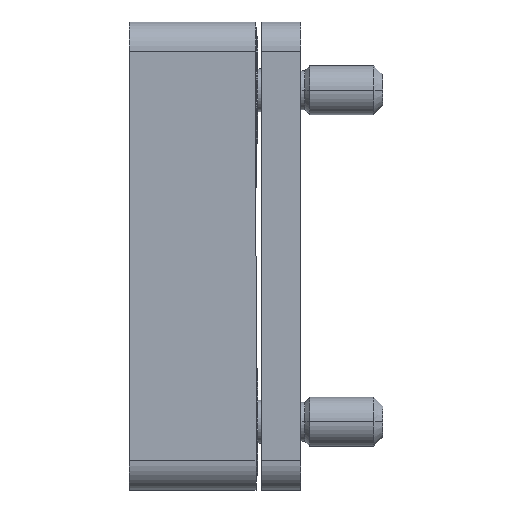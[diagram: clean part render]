
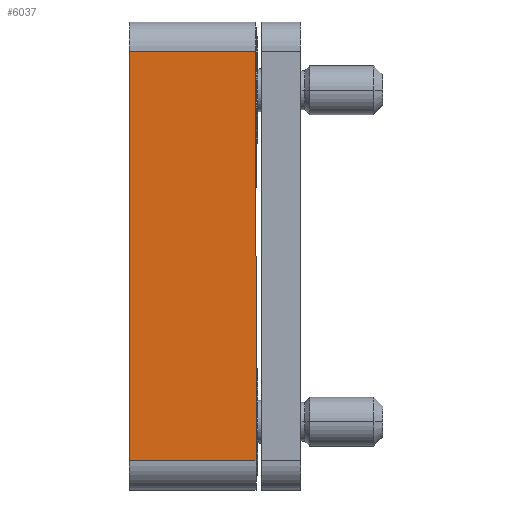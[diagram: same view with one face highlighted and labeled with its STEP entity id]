
A CAD part, left-side view. The second image highlights one B-rep face of the part: STEP entity #6037.
In plain terms, the highlighted planar face has unit normal (-1, 0, 0).
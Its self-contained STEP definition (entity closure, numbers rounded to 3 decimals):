
#176 = CARTESIAN_POINT ( 'NONE',  ( -4., 6.5, -10.5 ) ) ;
#255 = LINE ( 'NONE', #1503, #5522 ) ;
#487 = DIRECTION ( 'NONE',  ( 0., -1., 0. ) ) ;
#819 = DIRECTION ( 'NONE',  ( 0., 0., 1. ) ) ;
#1277 = CARTESIAN_POINT ( 'NONE',  ( -4., 6.5, 10.5 ) ) ;
#1407 = DIRECTION ( 'NONE',  ( 0., -1., 0. ) ) ;
#1503 = CARTESIAN_POINT ( 'NONE',  ( -4., 6.5, 10.5 ) ) ;
#1512 = VECTOR ( 'NONE', #487, 1000. ) ;
#1539 = CARTESIAN_POINT ( 'NONE',  ( -4., 6.5, 12. ) ) ;
#1801 = LINE ( 'NONE', #2503, #5031 ) ;
#1809 = VECTOR ( 'NONE', #819, 1000. ) ;
#2092 = DIRECTION ( 'NONE',  ( 1., 0., 0. ) ) ;
#2174 = ORIENTED_EDGE ( 'NONE', *, *, #5617, .T. ) ;
#2376 = VERTEX_POINT ( 'NONE', #176 ) ;
#2499 = EDGE_CURVE ( 'Defeature ausgef�hrt2_5+Defeature ausgef�hrt2_3+Defeature ausgef�hrt2_10+Defeature ausgef�hrt2_8', #2376, #3165, #7010, .T. ) ;
#2503 = CARTESIAN_POINT ( 'NONE',  ( -4., 0., 12. ) ) ;
#2944 = CARTESIAN_POINT ( 'NONE',  ( -4., 0., 10.5 ) ) ;
#2953 = LINE ( 'NONE', #7235, #1512 ) ;
#3165 = VERTEX_POINT ( 'NONE', #1277 ) ;
#3346 = ORIENTED_EDGE ( 'NONE', *, *, #3701, .T. ) ;
#3701 = EDGE_CURVE ( 'Defeature ausgef�hrt2_3+Defeature ausgef�hrt2_10+Defeature ausgef�hrt2_5+Defeature ausgef�hrt2_6', #2376, #6758, #2953, .T. ) ;
#3842 = EDGE_LOOP ( 'NONE', ( #7906, #2174, #4831, #3346 ) ) ;
#3850 = DIRECTION ( 'NONE',  ( 0., 1., 0. ) ) ;
#3959 = CARTESIAN_POINT ( 'NONE',  ( -4., 6.5, 12. ) ) ;
#4831 = ORIENTED_EDGE ( 'NONE', *, *, #2499, .F. ) ;
#5031 = VECTOR ( 'NONE', #6786, 1000. ) ;
#5522 = VECTOR ( 'NONE', #3850, 1000. ) ;
#5617 = EDGE_CURVE ( 'Defeature ausgef�hrt2_3+Defeature ausgef�hrt2_8+Defeature ausgef�hrt2_6+Defeature ausgef�hrt2_5', #7059, #3165, #255, .T. ) ;
#6037 = ADVANCED_FACE ( 'Defeature ausgef�hrt2_3', ( #6320 ), #7005, .F. ) ;
#6320 = FACE_OUTER_BOUND ( 'NONE', #3842, .T. ) ;
#6758 = VERTEX_POINT ( 'NONE', #7914 ) ;
#6786 = DIRECTION ( 'NONE',  ( 0., 0., 1. ) ) ;
#6919 = AXIS2_PLACEMENT_3D ( 'NONE', #3959, #2092, #1407 ) ;
#7005 = PLANE ( 'NONE',  #6919 ) ;
#7010 = LINE ( 'NONE', #1539, #1809 ) ;
#7059 = VERTEX_POINT ( 'NONE', #2944 ) ;
#7235 = CARTESIAN_POINT ( 'NONE',  ( -4., 6.5, -10.5 ) ) ;
#7666 = EDGE_CURVE ( 'Defeature ausgef�hrt2_3+Defeature ausgef�hrt2_6+Defeature ausgef�hrt2_10+Defeature ausgef�hrt2_8', #6758, #7059, #1801, .T. ) ;
#7906 = ORIENTED_EDGE ( 'NONE', *, *, #7666, .T. ) ;
#7914 = CARTESIAN_POINT ( 'NONE',  ( -4., 0., -10.5 ) ) ;
